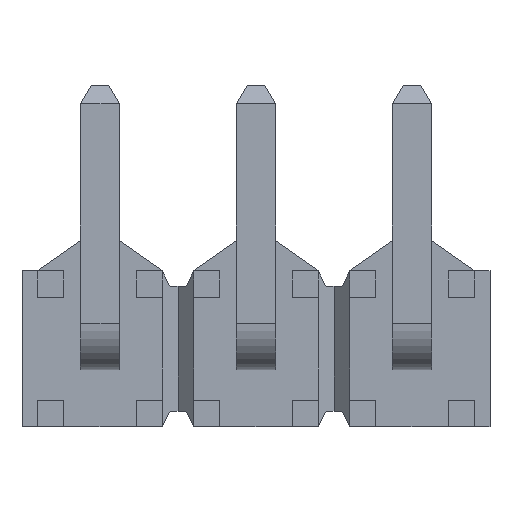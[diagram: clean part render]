
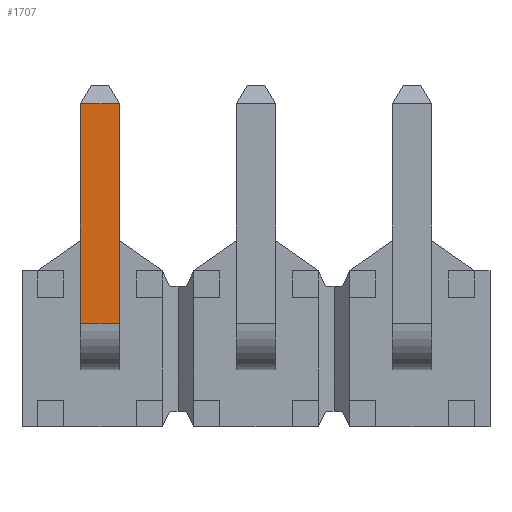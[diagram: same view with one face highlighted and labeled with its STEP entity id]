
A CAD part, front view. The second image highlights one B-rep face of the part: STEP entity #1707.
In plain terms, the highlighted planar face has unit normal (0, -1, 0).
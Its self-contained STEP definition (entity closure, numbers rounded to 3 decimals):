
#430 = CARTESIAN_POINT ( 'NONE',  ( 2.857, -0.318, 4.013 ) ) ;
#744 = VECTOR ( 'NONE', #4669, 1000. ) ;
#778 = EDGE_CURVE ( 'NONE', #4163, #3434, #6864, .T. ) ;
#840 = DIRECTION ( 'NONE',  ( -1., 0., 0. ) ) ;
#1171 = CARTESIAN_POINT ( 'NONE',  ( -2.857, -0.318, 4.013 ) ) ;
#1707 = ADVANCED_FACE ( 'NONE', ( #3073 ), #5844, .F. ) ;
#1780 = LINE ( 'NONE', #1171, #3050 ) ;
#1927 = ORIENTED_EDGE ( 'NONE', *, *, #6287, .T. ) ;
#1941 = LINE ( 'NONE', #5791, #7714 ) ;
#2560 = CARTESIAN_POINT ( 'NONE',  ( -2.857, -0.318, 0.445 ) ) ;
#2707 = CARTESIAN_POINT ( 'NONE',  ( 2.857, -0.318, 4.013 ) ) ;
#2837 = CARTESIAN_POINT ( 'NONE',  ( -2.857, -0.318, 4.013 ) ) ;
#2895 = DIRECTION ( 'NONE',  ( 0., 1., 0. ) ) ;
#3050 = VECTOR ( 'NONE', #5973, 1000. ) ;
#3073 = FACE_OUTER_BOUND ( 'NONE', #5935, .T. ) ;
#3267 = LINE ( 'NONE', #2707, #744 ) ;
#3338 = DIRECTION ( 'NONE',  ( 0., 0., -1. ) ) ;
#3394 = ORIENTED_EDGE ( 'NONE', *, *, #7870, .F. ) ;
#3434 = VERTEX_POINT ( 'NONE', #4432 ) ;
#3726 = ORIENTED_EDGE ( 'NONE', *, *, #6426, .T. ) ;
#3802 = CARTESIAN_POINT ( 'NONE',  ( -2.223, -0.318, 4.013 ) ) ;
#4163 = VERTEX_POINT ( 'NONE', #7605 ) ;
#4432 = CARTESIAN_POINT ( 'NONE',  ( -2.223, -0.318, 0.445 ) ) ;
#4669 = DIRECTION ( 'NONE',  ( -1., 0., 0. ) ) ;
#5791 = CARTESIAN_POINT ( 'NONE',  ( 2.857, -0.318, 0.445 ) ) ;
#5835 = VERTEX_POINT ( 'NONE', #2560 ) ;
#5844 = PLANE ( 'NONE',  #6232 ) ;
#5935 = EDGE_LOOP ( 'NONE', ( #7123, #1927, #3726, #3394 ) ) ;
#5973 = DIRECTION ( 'NONE',  ( 0., 0., -1. ) ) ;
#6232 = AXIS2_PLACEMENT_3D ( 'NONE', #430, #2895, #7169 ) ;
#6287 = EDGE_CURVE ( 'NONE', #4163, #7528, #3267, .T. ) ;
#6295 = VECTOR ( 'NONE', #3338, 1000. ) ;
#6426 = EDGE_CURVE ( 'NONE', #7528, #5835, #1780, .T. ) ;
#6864 = LINE ( 'NONE', #3802, #6295 ) ;
#7123 = ORIENTED_EDGE ( 'NONE', *, *, #778, .F. ) ;
#7169 = DIRECTION ( 'NONE',  ( 0., 0., 1. ) ) ;
#7528 = VERTEX_POINT ( 'NONE', #2837 ) ;
#7605 = CARTESIAN_POINT ( 'NONE',  ( -2.223, -0.318, 4.013 ) ) ;
#7714 = VECTOR ( 'NONE', #840, 1000. ) ;
#7870 = EDGE_CURVE ( 'NONE', #3434, #5835, #1941, .T. ) ;
